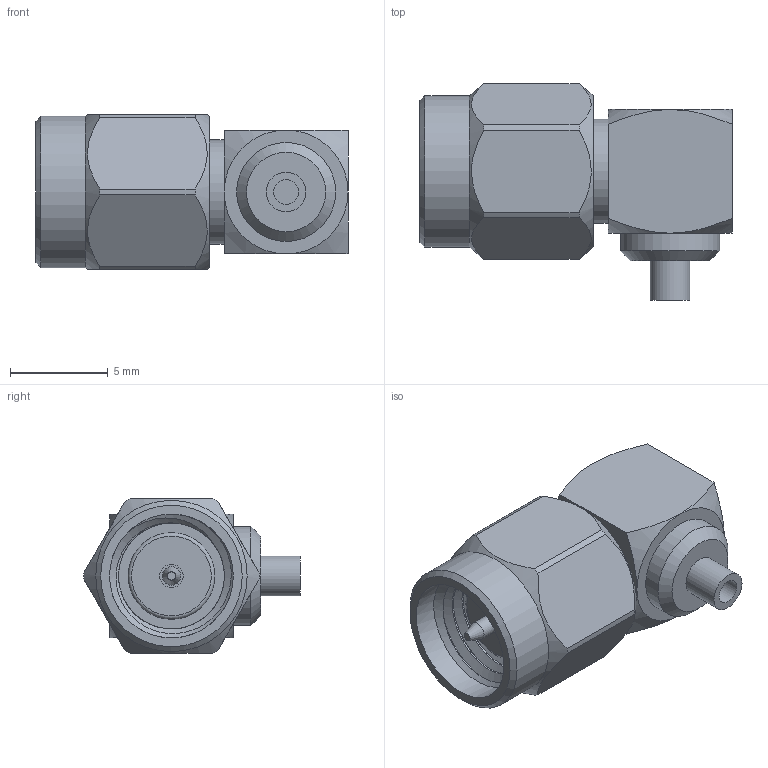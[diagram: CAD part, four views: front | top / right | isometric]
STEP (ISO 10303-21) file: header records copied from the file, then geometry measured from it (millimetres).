
FILE_DESCRIPTION (( 'STEP AP203' ), '1' );
FILE_NAME ('PE45282_3D.step', '2021-01-18T21:50:19', ( '' ), ( '' ), 'SwSTEP 2.0', 'SolidWorks 2018', '' );
FILE_SCHEMA (( 'CONFIG_CONTROL_DESIGN' ));
Length unit declared in the file: inch
Products named in the file (1): PE45282_3D
Bounding box: 16 x 11.1 x 7.94 mm (x, y, z)
Volume: 656.3 mm3; surface area: 751.1 mm2
Topology: 1 solids, 1 shells, 60 faces, 137 edges, 88 vertices
Faces by surface type: cylinder 21, plane 21, cone 14, bspline 3, torus 1
Full cylindrical faces by diameter (mm): 0.94 x1, 1.194 x1, 1.27 x1, 2.032 x1, 4.445 x1, 5.08 x1, 5.334 x1, 6.35 x6, 7.762 x1
Entity records: 2480 total; most frequent: CARTESIAN_POINT 1358, DIRECTION 208, ORIENTED_EDGE 196, EDGE_CURVE 98, AXIS2_PLACEMENT_3D 96, EDGE_LOOP 78, VERTEX_POINT 70, FACE_OUTER_BOUND 64
